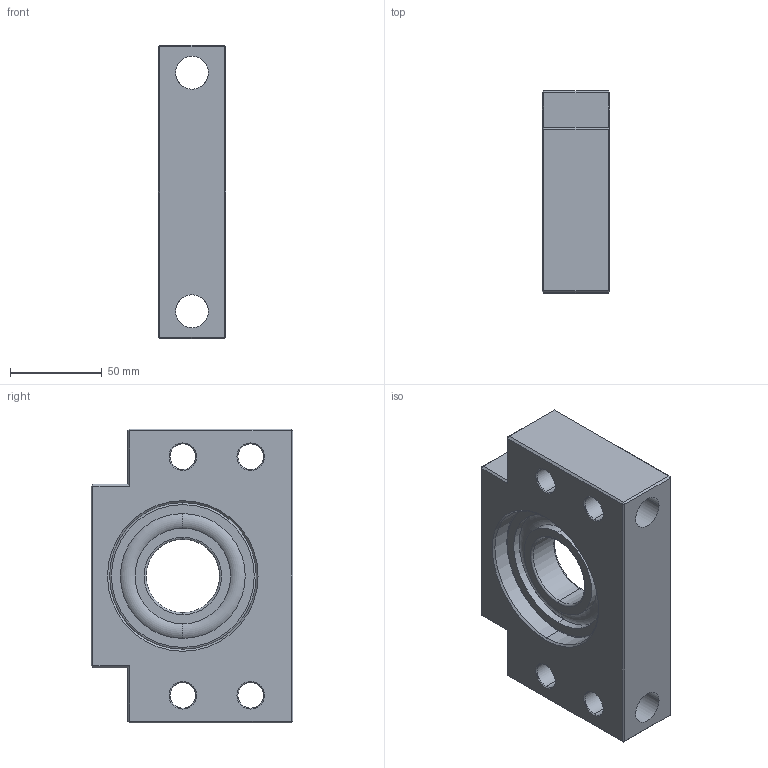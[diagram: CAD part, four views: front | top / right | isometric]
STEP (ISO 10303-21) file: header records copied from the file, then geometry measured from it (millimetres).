
FILE_DESCRIPTION (( 'STEP AP214' ), '1' );
FILE_NAME ('BFN40-Rollco.step', '2023-04-27T09:35:38', ( '' ), ( '' ), 'SwSTEP 2.0', 'SolidWorks 2010', '' );
FILE_SCHEMA (( 'AUTOMOTIVE_DESIGN' ));
Length unit declared in the file: millimetre
Products named in the file (3): 6208; BFN40_house; BFN40-Rollco
Assembly tree (2 placements, depth 2):
  BFN40-Rollco
    BFN40_house
    6208
Bounding box: 37 x 110 x 160 mm (x, y, z)
Volume: 408692.2 mm3; surface area: 86401.4 mm2
Topology: 2 solids, 2 shells, 132 faces, 316 edges, 184 vertices
Faces by surface type: plane 50, cylinder 38, cone 24, torus 16, bspline 4
Entity records: 4690 total; most frequent: CARTESIAN_POINT 1493, DIRECTION 670, ORIENTED_EDGE 632, EDGE_CURVE 316, AXIS2_PLACEMENT_3D 257, VERTEX_POINT 184, VECTOR 156, LINE 156
